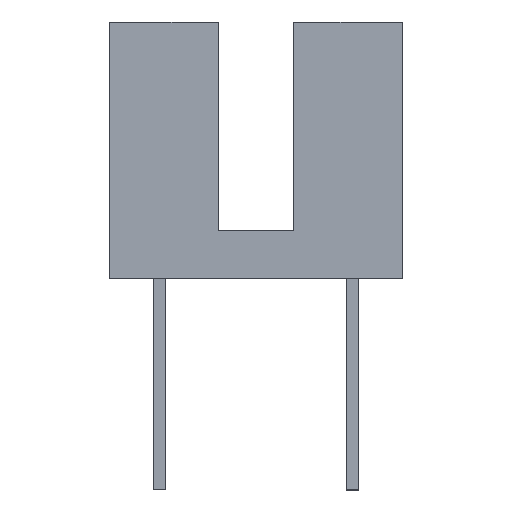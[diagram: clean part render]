
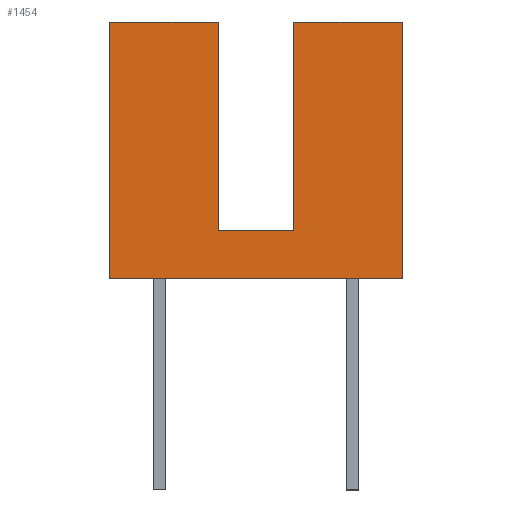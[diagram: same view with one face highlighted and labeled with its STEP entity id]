
A CAD part, top view. The second image highlights one B-rep face of the part: STEP entity #1454.
In plain terms, the highlighted planar face has unit normal (0, 0, 1).
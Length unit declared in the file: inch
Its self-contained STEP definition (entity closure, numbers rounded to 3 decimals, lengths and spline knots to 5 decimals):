
#16 = EDGE_CURVE ( 'NONE', #1367, #574, #731, .T. ) ;
#44 = LINE ( 'NONE', #1130, #1489 ) ;
#86 = DIRECTION ( 'NONE',  ( -1., 0., 0. ) ) ;
#93 = DIRECTION ( 'NONE',  ( 0., 1., 0. ) ) ;
#102 = EDGE_CURVE ( 'NONE', #1065, #149, #854, .T. ) ;
#107 = CARTESIAN_POINT ( 'NONE',  ( 0.2425, 0., 0.125 ) ) ;
#118 = DIRECTION ( 'NONE',  ( -1., 0., 0. ) ) ;
#125 = FACE_OUTER_BOUND ( 'NONE', #500, .T. ) ;
#134 = ORIENTED_EDGE ( 'NONE', *, *, #1493, .T. ) ;
#146 = VERTEX_POINT ( 'NONE', #781 ) ;
#149 = VERTEX_POINT ( 'NONE', #107 ) ;
#164 = ORIENTED_EDGE ( 'NONE', *, *, #1091, .T. ) ;
#165 = AXIS2_PLACEMENT_3D ( 'NONE', #1480, #215, #1347 ) ;
#215 = DIRECTION ( 'NONE',  ( 0., 0., -1. ) ) ;
#258 = VECTOR ( 'NONE', #86, 39.37008 ) ;
#267 = ORIENTED_EDGE ( 'NONE', *, *, #102, .T. ) ;
#322 = VECTOR ( 'NONE', #923, 39.37008 ) ;
#408 = VECTOR ( 'NONE', #592, 39.37008 ) ;
#430 = VECTOR ( 'NONE', #666, 39.37008 ) ;
#450 = VECTOR ( 'NONE', #1297, 39.37008 ) ;
#485 = ORIENTED_EDGE ( 'NONE', *, *, #649, .T. ) ;
#488 = CARTESIAN_POINT ( 'NONE',  ( 0.0625, 0.425, 0.125 ) ) ;
#495 = EDGE_CURVE ( 'NONE', #751, #146, #1133, .T. ) ;
#500 = EDGE_LOOP ( 'NONE', ( #267, #790, #614, #1411, #164, #1193, #485, #134 ) ) ;
#543 = CARTESIAN_POINT ( 'NONE',  ( -0.2425, 0.425, 0.125 ) ) ;
#568 = DIRECTION ( 'NONE',  ( 0., -1., 0. ) ) ;
#574 = VERTEX_POINT ( 'NONE', #1402 ) ;
#592 = DIRECTION ( 'NONE',  ( 0., -1., 0. ) ) ;
#614 = ORIENTED_EDGE ( 'NONE', *, *, #1122, .T. ) ;
#617 = LINE ( 'NONE', #1395, #322 ) ;
#642 = VERTEX_POINT ( 'NONE', #543 ) ;
#649 = EDGE_CURVE ( 'NONE', #574, #642, #949, .T. ) ;
#666 = DIRECTION ( 'NONE',  ( 1., 0., 0. ) ) ;
#731 = LINE ( 'NONE', #878, #936 ) ;
#747 = EDGE_CURVE ( 'NONE', #149, #1354, #617, .T. ) ;
#751 = VERTEX_POINT ( 'NONE', #1162 ) ;
#760 = LINE ( 'NONE', #1066, #970 ) ;
#781 = CARTESIAN_POINT ( 'NONE',  ( 0.0625, 0.08, 0.125 ) ) ;
#790 = ORIENTED_EDGE ( 'NONE', *, *, #747, .T. ) ;
#854 = LINE ( 'NONE', #1448, #430 ) ;
#860 = CARTESIAN_POINT ( 'NONE',  ( 0.2425, 0.425, 0.125 ) ) ;
#863 = CARTESIAN_POINT ( 'NONE',  ( -0.0625, 0.08, 0.125 ) ) ;
#878 = CARTESIAN_POINT ( 'NONE',  ( -0.0625, 0.425, 0.125 ) ) ;
#923 = DIRECTION ( 'NONE',  ( 0., 1., 0. ) ) ;
#924 = CARTESIAN_POINT ( 'NONE',  ( 0.0625, 0.08, 0.125 ) ) ;
#936 = VECTOR ( 'NONE', #93, 39.37008 ) ;
#949 = LINE ( 'NONE', #998, #258 ) ;
#970 = VECTOR ( 'NONE', #118, 39.37008 ) ;
#998 = CARTESIAN_POINT ( 'NONE',  ( -0.2425, 0.425, 0.125 ) ) ;
#1004 = CARTESIAN_POINT ( 'NONE',  ( -0.2425, 0., 0.125 ) ) ;
#1065 = VERTEX_POINT ( 'NONE', #1004 ) ;
#1066 = CARTESIAN_POINT ( 'NONE',  ( -0.0625, 0.08, 0.125 ) ) ;
#1091 = EDGE_CURVE ( 'NONE', #146, #1367, #760, .T. ) ;
#1122 = EDGE_CURVE ( 'NONE', #1354, #751, #1369, .T. ) ;
#1124 = PLANE ( 'NONE',  #165 ) ;
#1130 = CARTESIAN_POINT ( 'NONE',  ( -0.2425, 0.1, 0.125 ) ) ;
#1133 = LINE ( 'NONE', #924, #408 ) ;
#1162 = CARTESIAN_POINT ( 'NONE',  ( 0.0625, 0.425, 0.125 ) ) ;
#1193 = ORIENTED_EDGE ( 'NONE', *, *, #16, .T. ) ;
#1297 = DIRECTION ( 'NONE',  ( -1., 0., 0. ) ) ;
#1347 = DIRECTION ( 'NONE',  ( -1., 0., 0. ) ) ;
#1354 = VERTEX_POINT ( 'NONE', #860 ) ;
#1367 = VERTEX_POINT ( 'NONE', #863 ) ;
#1369 = LINE ( 'NONE', #488, #450 ) ;
#1395 = CARTESIAN_POINT ( 'NONE',  ( 0.2425, 0.425, 0.125 ) ) ;
#1402 = CARTESIAN_POINT ( 'NONE',  ( -0.0625, 0.425, 0.125 ) ) ;
#1411 = ORIENTED_EDGE ( 'NONE', *, *, #495, .T. ) ;
#1448 = CARTESIAN_POINT ( 'NONE',  ( 0.485, 0., 0.125 ) ) ;
#1454 = ADVANCED_FACE ( 'NONE', ( #125 ), #1124, .F. ) ;
#1480 = CARTESIAN_POINT ( 'NONE',  ( 0., 0., 0.125 ) ) ;
#1489 = VECTOR ( 'NONE', #568, 39.37008 ) ;
#1493 = EDGE_CURVE ( 'NONE', #642, #1065, #44, .T. ) ;
